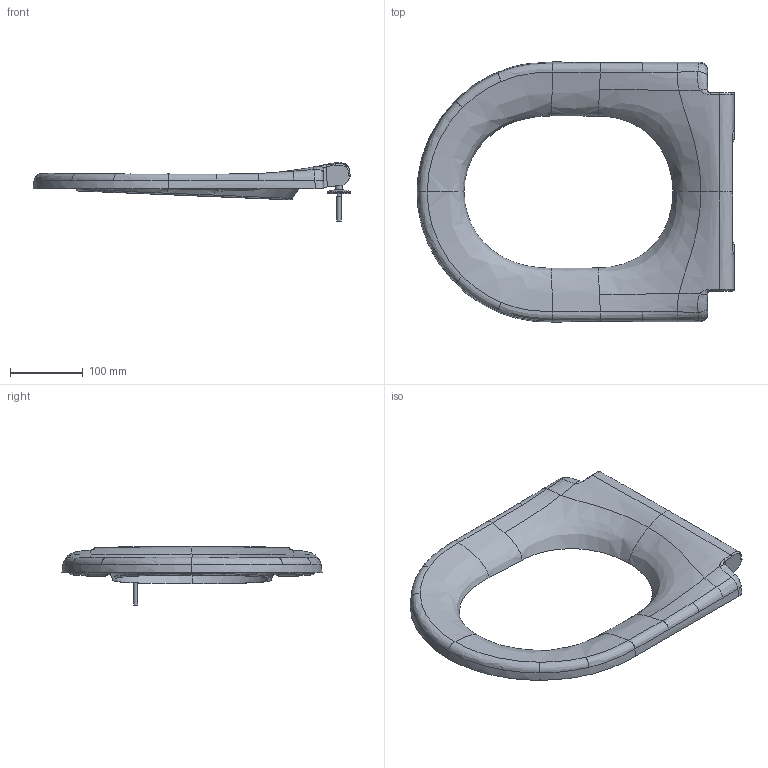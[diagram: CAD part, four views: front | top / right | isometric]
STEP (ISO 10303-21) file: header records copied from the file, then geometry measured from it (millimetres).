
FILE_DESCRIPTION(/* description */ (''),/* implementation_level */ '2;1');
FILE_NAME(/* name */ 'E00026441_000_1-03_PRT_8M57S1_8M58S1_98M9C1_9955C1_WCS_Kommunikations-Model.stp',/* time_stamp */ '2021-10-25T07:46:03+02:00',/* author */ (''),/* organization */ (''),/* preprocessor_version */ 'ST-DEVELOPER v18.1',/* originating_system */ 'SIEMENS PLM Software NX 1973',/* authorisation */ '');
FILE_SCHEMA (('AUTOMOTIVE_DESIGN { 1 0 10303 214 3 1 1 1 }'));
Length unit declared in the file: millimetre
Products named in the file (1): Muel4B383B32ipak
Bounding box: 438.5 x 358.63 x 81.4 mm (x, y, z)
Volume: 651103.7 mm3; surface area: 251377.6 mm2
Topology: 8 solids, 8 shells, 371 faces, 916 edges, 561 vertices
Faces by surface type: bspline 290, plane 29, cylinder 27, extrusion 14, cone 5, torus 4, sphere 2
Full cylindrical faces by diameter (mm): 5.5 x1, 6 x3, 6.2 x2, 10 x3, 19.8 x2, 32 x2, 33 x2
Entity records: 28898 total; most frequent: CARTESIAN_POINT 23051, ORIENTED_EDGE 1738, EDGE_CURVE 869, VERTEX_POINT 543, B_SPLINE_CURVE_WITH_KNOTS 432, EDGE_LOOP 410, ADVANCED_FACE 371, FACE_OUTER_BOUND 334
